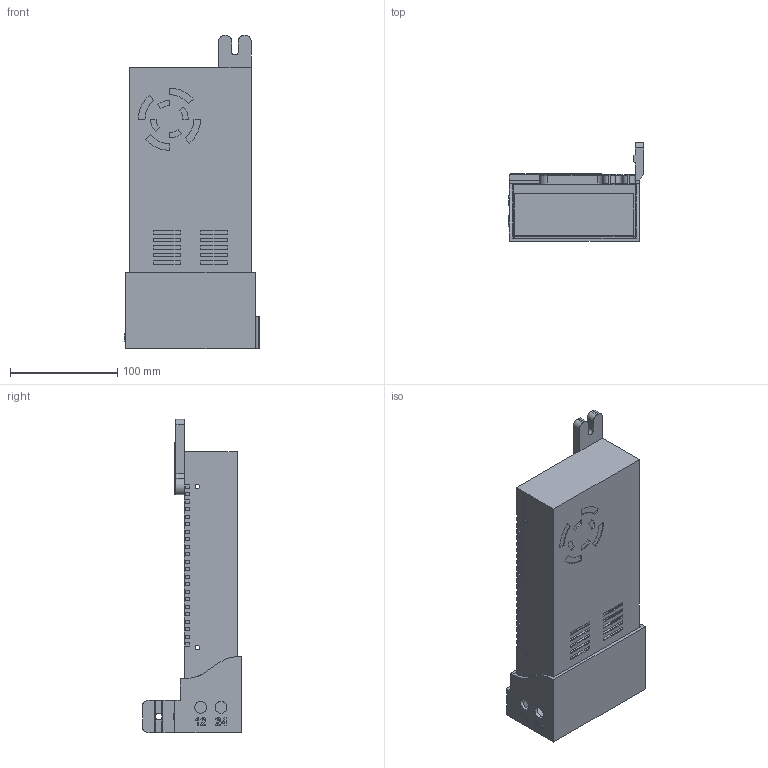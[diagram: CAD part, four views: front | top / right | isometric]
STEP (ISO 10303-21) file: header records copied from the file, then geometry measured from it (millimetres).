
FILE_DESCRIPTION(/* description */ (''),/* implementation_level */ '2;1');
FILE_NAME(/* name */ 'Power Supply Stuff v12.step',/* time_stamp */ '2020-10-20T11:38:01+02:00',/* author */ (''),/* organization */ (''),/* preprocessor_version */ 'ST-DEVELOPER v18.1',/* originating_system */ 'Autodesk Translation Framework v9.3.0.1241',/* authorisation */ '');
FILE_SCHEMA (('AUTOMOTIVE_DESIGN { 1 0 10303 214 3 1 1 }'));
Length unit declared in the file: millimetre
Products named in the file (2): Power Supply Stuff; Netzteil
Assembly tree (1 placements, depth 2):
  Power Supply Stuff
    Netzteil
Bounding box: 126 x 92 x 291.58 mm (x, y, z)
Volume: 400373.5 mm3; surface area: 215937.6 mm2
Topology: 3 solids, 3 shells, 539 faces, 1541 edges, 1023 vertices
Faces by surface type: plane 447, cylinder 53, bspline 38, cone 1
Full cylindrical faces by diameter (mm): 3 x5, 4 x12, 4.4 x2, 6.4 x3, 8 x2, 11 x2
Entity records: 18308 total; most frequent: CARTESIAN_POINT 4189, ORIENTED_EDGE 3082, DIRECTION 2582, EDGE_CURVE 1541, LINE 1336, VECTOR 1336, VERTEX_POINT 1023, AXIS2_PLACEMENT_3D 623
